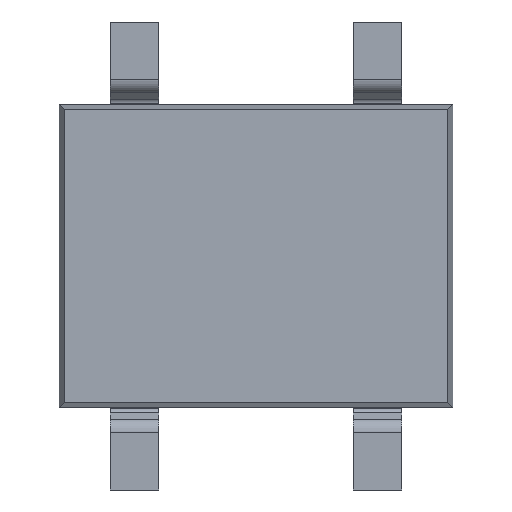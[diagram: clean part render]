
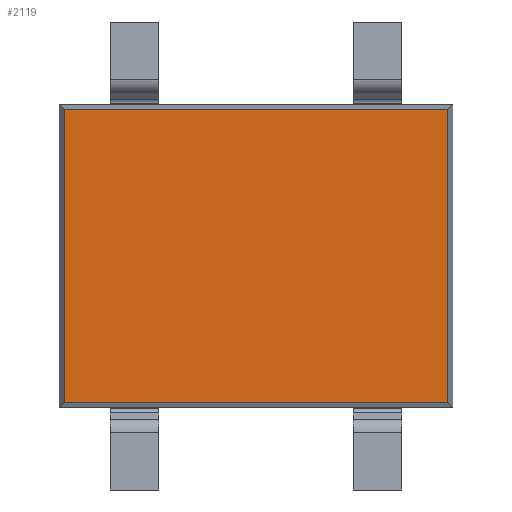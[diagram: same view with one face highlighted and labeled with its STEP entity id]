
A CAD part, front view. The second image highlights one B-rep face of the part: STEP entity #2119.
In plain terms, the highlighted planar face has unit normal (0, -1, 0).
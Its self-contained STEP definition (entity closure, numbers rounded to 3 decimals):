
#2080 = CARTESIAN_POINT ( 'NONE',  ( 4.01, 0.05, -3.06 ) ) ;
#2081 = VERTEX_POINT ( 'NONE', #2080 ) ;
#2082 = CARTESIAN_POINT ( 'NONE',  ( 4.01, 0.05, 3.06 ) ) ;
#2083 = VERTEX_POINT ( 'NONE', #2082 ) ;
#2084 = CARTESIAN_POINT ( 'NONE',  ( 4.01, 0.05, 0. ) ) ;
#2085 = DIRECTION ( 'NONE',  ( 0., 0., 1. ) ) ;
#2086 = VECTOR ( 'NONE', #2085, 1000. ) ;
#2087 = LINE ( 'NONE', #2084, #2086 ) ;
#2088 = EDGE_CURVE ( 'NONE', #2081, #2083, #2087, .T. ) ;
#2089 = ORIENTED_EDGE ( 'NONE', *, *, #2088, .T. ) ;
#2090 = CARTESIAN_POINT ( 'NONE',  ( -4.01, 0.05, 3.06 ) ) ;
#2091 = VERTEX_POINT ( 'NONE', #2090 ) ;
#2092 = CARTESIAN_POINT ( 'NONE',  ( 0., 0.05, 3.06 ) ) ;
#2093 = DIRECTION ( 'NONE',  ( -1., 0., 0. ) ) ;
#2094 = VECTOR ( 'NONE', #2093, 1000. ) ;
#2095 = LINE ( 'NONE', #2092, #2094 ) ;
#2096 = EDGE_CURVE ( 'NONE', #2083, #2091, #2095, .T. ) ;
#2097 = ORIENTED_EDGE ( 'NONE', *, *, #2096, .T. ) ;
#2098 = CARTESIAN_POINT ( 'NONE',  ( -4.01, 0.05, -3.06 ) ) ;
#2099 = VERTEX_POINT ( 'NONE', #2098 ) ;
#2100 = CARTESIAN_POINT ( 'NONE',  ( -4.01, 0.05, 0. ) ) ;
#2101 = DIRECTION ( 'NONE',  ( 0., 0., -1. ) ) ;
#2102 = VECTOR ( 'NONE', #2101, 1000. ) ;
#2103 = LINE ( 'NONE', #2100, #2102 ) ;
#2104 = EDGE_CURVE ( 'NONE', #2091, #2099, #2103, .T. ) ;
#2105 = ORIENTED_EDGE ( 'NONE', *, *, #2104, .T. ) ;
#2106 = CARTESIAN_POINT ( 'NONE',  ( 0., 0.05, -3.06 ) ) ;
#2107 = DIRECTION ( 'NONE',  ( 1., 0., 0. ) ) ;
#2108 = VECTOR ( 'NONE', #2107, 1000. ) ;
#2109 = LINE ( 'NONE', #2106, #2108 ) ;
#2110 = EDGE_CURVE ( 'NONE', #2099, #2081, #2109, .T. ) ;
#2111 = ORIENTED_EDGE ( 'NONE', *, *, #2110, .T. ) ;
#2112 = EDGE_LOOP ( 'NONE', ( #2089, #2097, #2105, #2111 ) ) ;
#2113 = FACE_OUTER_BOUND ( 'NONE', #2112, .T. ) ;
#2114 = CARTESIAN_POINT ( 'NONE',  ( 0., 0.05, 0. ) ) ;
#2115 = DIRECTION ( 'NONE',  ( 0., 1., 0. ) ) ;
#2116 = DIRECTION ( 'NONE',  ( 0., 0., 1. ) ) ;
#2117 = AXIS2_PLACEMENT_3D ( 'NONE', #2114, #2115, #2116 ) ;
#2118 = PLANE ( 'NONE', #2117 ) ;
#2119 = ADVANCED_FACE ( 'NONE', ( #2113 ), #2118, .F. ) ;
